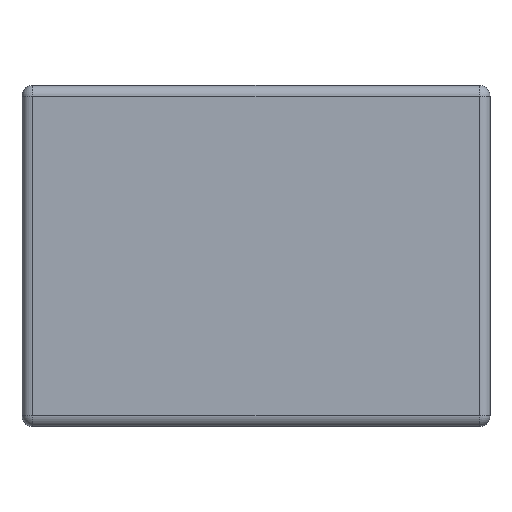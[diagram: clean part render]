
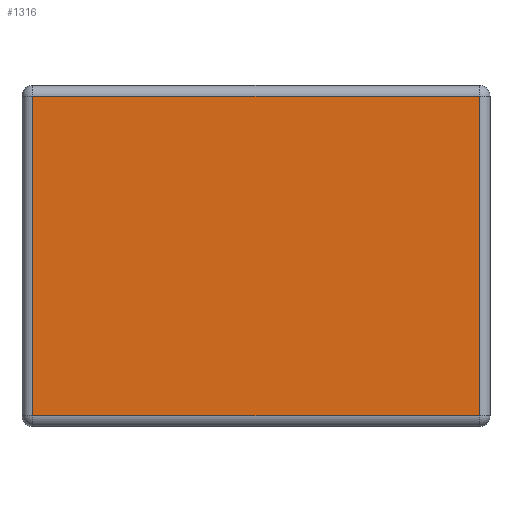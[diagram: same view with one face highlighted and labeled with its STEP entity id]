
A CAD part, top view. The second image highlights one B-rep face of the part: STEP entity #1316.
In plain terms, the highlighted planar face has unit normal (0, 0, 1).
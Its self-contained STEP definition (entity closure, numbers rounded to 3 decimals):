
#202=FACE_OUTER_BOUND('',#291,.T.);
#291=EDGE_LOOP('',(#1125,#1126,#1127,#1128));
#390=LINE('',#2197,#510);
#393=LINE('',#2201,#513);
#395=LINE('',#2205,#515);
#401=LINE('',#2214,#521);
#510=VECTOR('',#1788,10.);
#513=VECTOR('',#1793,10.);
#515=VECTOR('',#1799,10.);
#521=VECTOR('',#1811,10.);
#633=VERTEX_POINT('',#2157);
#638=VERTEX_POINT('',#2170);
#642=VERTEX_POINT('',#2181);
#645=VERTEX_POINT('',#2188);
#795=EDGE_CURVE('',#642,#645,#390,.T.);
#798=EDGE_CURVE('',#645,#638,#393,.T.);
#800=EDGE_CURVE('',#633,#642,#395,.T.);
#806=EDGE_CURVE('',#638,#633,#401,.T.);
#1125=ORIENTED_EDGE('',*,*,#795,.F.);
#1126=ORIENTED_EDGE('',*,*,#800,.F.);
#1127=ORIENTED_EDGE('',*,*,#806,.F.);
#1128=ORIENTED_EDGE('',*,*,#798,.F.);
#1235=PLANE('',#1475);
#1316=ADVANCED_FACE('',(#202),#1235,.T.);
#1475=AXIS2_PLACEMENT_3D('',#2244,#1848,#1849);
#1788=DIRECTION('',(0.,-1.,0.));
#1793=DIRECTION('',(-1.,0.,0.));
#1799=DIRECTION('',(1.,0.,0.));
#1811=DIRECTION('',(0.,1.,0.));
#1848=DIRECTION('center_axis',(0.,0.,1.));
#1849=DIRECTION('ref_axis',(1.,0.,0.));
#2157=CARTESIAN_POINT('',(-51.,21.624,119.86));
#2170=CARTESIAN_POINT('',(-51.,-51.376,119.86));
#2181=CARTESIAN_POINT('',(51.,21.624,119.86));
#2188=CARTESIAN_POINT('',(51.,-51.376,119.86));
#2197=CARTESIAN_POINT('',(51.,-53.876,119.86));
#2201=CARTESIAN_POINT('',(-26.75,-51.376,119.86));
#2205=CARTESIAN_POINT('',(-26.75,21.624,119.86));
#2214=CARTESIAN_POINT('',(-51.,-53.876,119.86));
#2244=CARTESIAN_POINT('Origin',(-53.5,-53.876,119.86));
